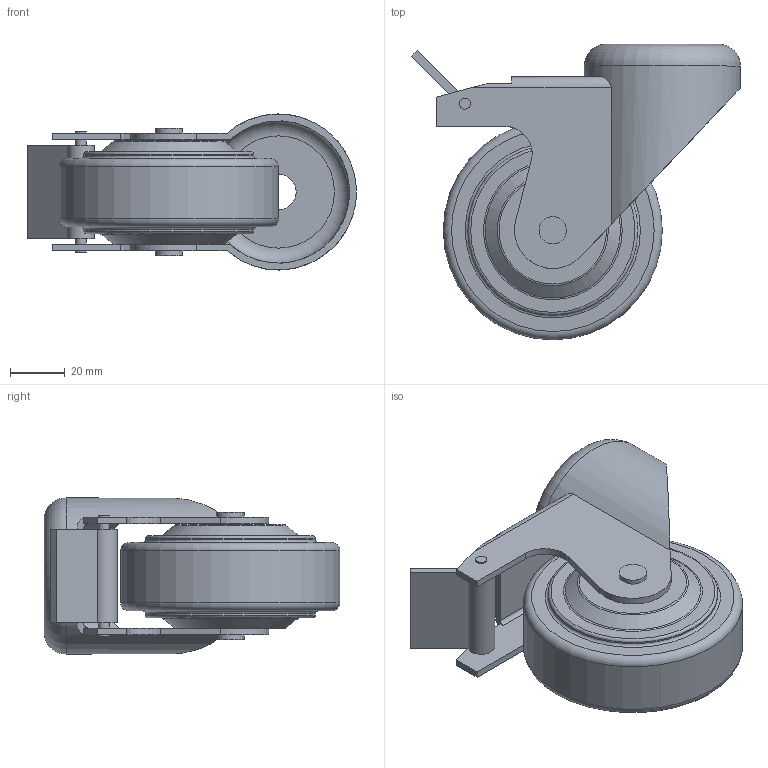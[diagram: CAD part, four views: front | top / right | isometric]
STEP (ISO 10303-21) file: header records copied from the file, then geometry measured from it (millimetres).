
FILE_DESCRIPTION(/* description */ (''),/* implementation_level */ '2;1');
FILE_NAME(/* name */ '144095',/* time_stamp */ '2014-10-06T15:57:45+02:00',/* author */ (''),/* organization */ (''),/* preprocessor_version */ 'ST-DEVELOPER v14',/* originating_system */ 'HiCAD 2013 1802.4 Build 509',/* authorisation */ '');
FILE_SCHEMA (('AUTOMOTIVE_DESIGN { 1 0 10303 214 1 1 1 1 }'));
Length unit declared in the file: millimetre
Products named in the file (2): Root; 144095Zwenkwiel diam. 80, met rem antistatischBOIKON
Assembly tree (1 placements, depth 2):
  Root
    144095Zwenkwiel diam. 80, met rem antistatischBOIKON
Bounding box: 120.07 x 108 x 57 mm (x, y, z)
Volume: 189908.6 mm3; surface area: 45029.3 mm2
Topology: 1 solids, 1 shells, 71 faces, 173 edges, 115 vertices
Faces by surface type: plane 35, cylinder 22, torus 12, cone 2
Full cylindrical faces by diameter (mm): 4 x4, 10 x3, 13 x1, 52 x1, 57 x1, 62 x2, 80 x1
Entity records: 4002 total; most frequent: CARTESIAN_POINT 1037, DIRECTION 340, PRESENTATION_STYLE_ASSIGNMENT 275, COLOUR_RGB 275, DRAUGHTING_PRE_DEFINED_CURVE_FONT 274, CURVE_STYLE 274, OVER_RIDING_STYLED_ITEM 274, ORIENTED_EDGE 274
